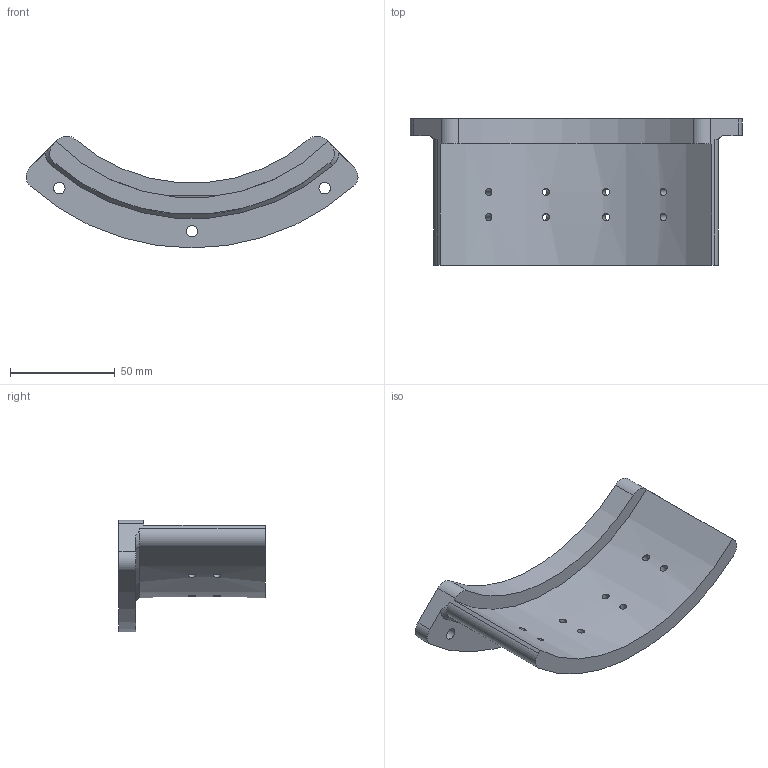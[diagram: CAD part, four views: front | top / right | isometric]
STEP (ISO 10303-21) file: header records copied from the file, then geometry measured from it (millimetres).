
FILE_DESCRIPTION(/* description */ (''),/* implementation_level */ '2;1');
FILE_NAME(/* name */ 'RotaryTableBracket.step',/* time_stamp */ '2024-08-21T23:19:59+02:00',/* author */ (''),/* organization */ (''),/* preprocessor_version */ 'ST-DEVELOPER v20',/* originating_system */ 'Autodesk Translation Framework v13.14.0.145',/* authorisation */ '');
FILE_SCHEMA (('AUTOMOTIVE_DESIGN { 1 0 10303 214 3 1 1 }'));
Length unit declared in the file: millimetre
Products named in the file (1): RotaryTableBracket
Bounding box: 158.84 x 70 x 53.54 mm (x, y, z)
Volume: 115652.1 mm3; surface area: 32636.3 mm2
Topology: 1 solids, 1 shells, 30 faces, 98 edges, 70 vertices
Faces by surface type: cylinder 21, plane 6, cone 3
Full cylindrical faces by diameter (mm): 3.4 x8, 5.5 x3
Entity records: 1658 total; most frequent: CARTESIAN_POINT 747, ORIENTED_EDGE 196, DIRECTION 155, EDGE_CURVE 98, VERTEX_POINT 70, AXIS2_PLACEMENT_3D 60, EDGE_LOOP 52, LINE 35
